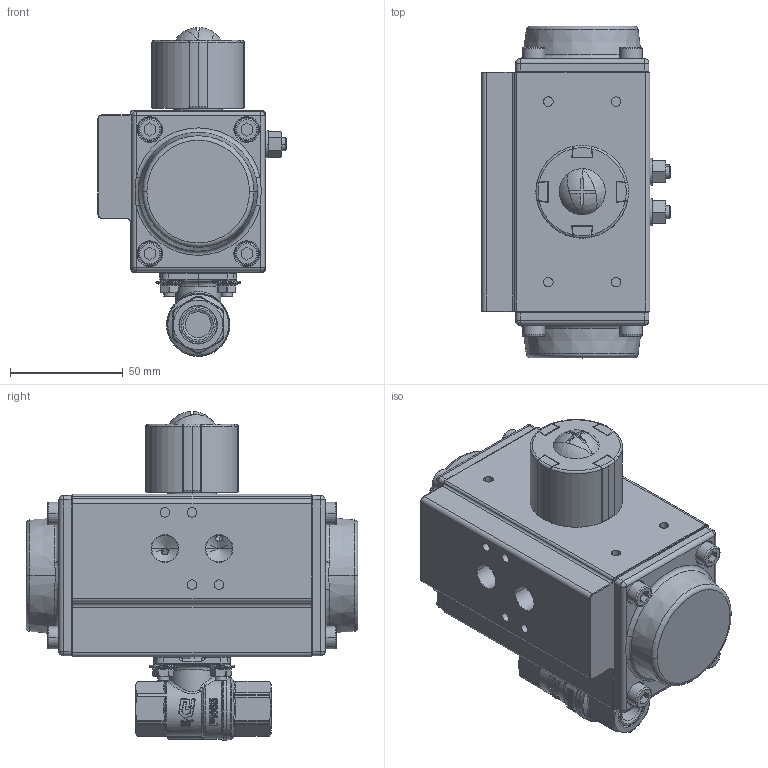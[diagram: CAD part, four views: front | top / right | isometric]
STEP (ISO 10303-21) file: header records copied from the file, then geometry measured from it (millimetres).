
FILE_DESCRIPTION(('HOOPS Exchange Step'),'2;1');
FILE_NAME('PK0101_DN08.stp','2025-03-25T09:04:18+01:00',('nieru'),('Unknown organisation'),'HOOPS Exchange 2024.2','HOOPS Exchange','Unknown authorisation');
FILE_SCHEMA( ('AP203_CONFIGURATION_CONTROLLED_3D_DESIGN_OF_MECHANICAL_PARTS_AND_ASSEMBLIES_MIM_LF') );
Length unit declared in the file: millimetre
Products named in the file (5): 0; root
Assembly tree (4 placements, depth 3):
  root
    0
      0
      0
      0
Bounding box: 83.5 x 147 x 145.65 mm (x, y, z)
Volume: 459460.4 mm3; surface area: 124083.2 mm2
Topology: 36 solids, 36 shells, 2562 faces, 6119 edges, 3649 vertices
Faces by surface type: bspline 1230, plane 504, cylinder 493, torus 185, cone 112, sphere 38
Full cylindrical faces by diameter (mm): 5 x9, 5.5 x4, 11 x1, 11.45 x2, 14.95 x2, 16.66 x2, 20 x1, 25 x1, 27 x1, 27.5 x1, 28 x1
Entity records: 167598 total; most frequent: CARTESIAN_POINT 115419, ORIENTED_EDGE 12106, DIRECTION 8460, EDGE_CURVE 6053, VERTEX_POINT 3651, AXIS2_PLACEMENT_3D 3433, EDGE_LOOP 2718, FACE_BOUND 2718
